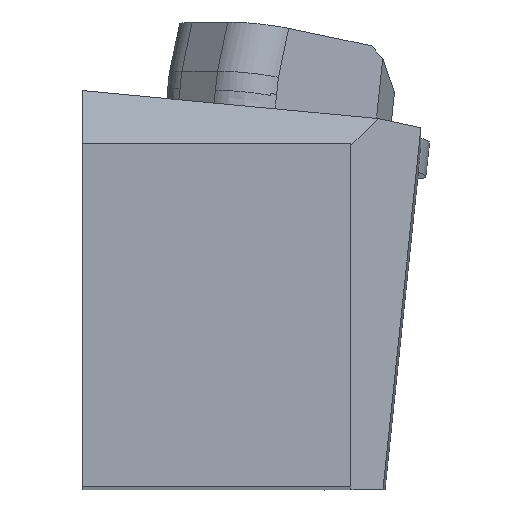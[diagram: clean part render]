
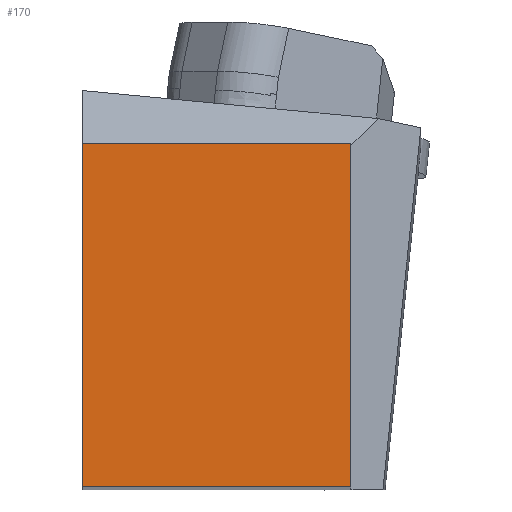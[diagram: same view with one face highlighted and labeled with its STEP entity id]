
A CAD part, top view. The second image highlights one B-rep face of the part: STEP entity #170.
In plain terms, the highlighted face is planar.
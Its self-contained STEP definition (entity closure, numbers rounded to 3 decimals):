
#121=FACE_OUTER_BOUND('',#255,.T.);
#170=ADVANCED_FACE('',(#121),#212,.F.);
#212=PLANE('',#980);
#255=EDGE_LOOP('',(#491,#492,#493,#494));
#308=LINE('',#1369,#395);
#309=LINE('',#1372,#396);
#310=LINE('',#1374,#397);
#311=LINE('',#1376,#398);
#395=VECTOR('',#1069,1.);
#396=VECTOR('',#1070,1.);
#397=VECTOR('',#1071,1.);
#398=VECTOR('',#1072,1.);
#491=ORIENTED_EDGE('',*,*,#795,.T.);
#492=ORIENTED_EDGE('',*,*,#796,.F.);
#493=ORIENTED_EDGE('',*,*,#797,.F.);
#494=ORIENTED_EDGE('',*,*,#798,.F.);
#717=VERTEX_POINT('',#1370);
#718=VERTEX_POINT('',#1371);
#719=VERTEX_POINT('',#1373);
#720=VERTEX_POINT('',#1375);
#795=EDGE_CURVE('',#717,#718,#308,.T.);
#796=EDGE_CURVE('',#719,#718,#309,.T.);
#797=EDGE_CURVE('',#720,#719,#310,.T.);
#798=EDGE_CURVE('',#717,#720,#311,.T.);
#980=AXIS2_PLACEMENT_3D('',#1377,#1073,#1074);
#1069=DIRECTION('',(0.,0.,-1.));
#1070=DIRECTION('',(1.,0.,0.));
#1071=DIRECTION('',(0.,0.,-1.));
#1072=DIRECTION('',(-1.,0.,0.));
#1073=DIRECTION('',(0.,-1.,0.));
#1074=DIRECTION('',(0.,0.,-1.));
#1369=CARTESIAN_POINT('',(-25.885,164.684,0.));
#1370=CARTESIAN_POINT('',(-25.885,164.684,-0.989));
#1371=CARTESIAN_POINT('',(-25.885,164.684,-32.883));
#1372=CARTESIAN_POINT('',(-61.367,164.684,-32.883));
#1373=CARTESIAN_POINT('',(-50.785,164.684,-32.883));
#1374=CARTESIAN_POINT('',(-50.785,164.684,-32.563));
#1375=CARTESIAN_POINT('',(-50.785,164.684,-0.989));
#1376=CARTESIAN_POINT('',(-49.785,164.684,-0.989));
#1377=CARTESIAN_POINT('',(-36.756,164.684,0.));
